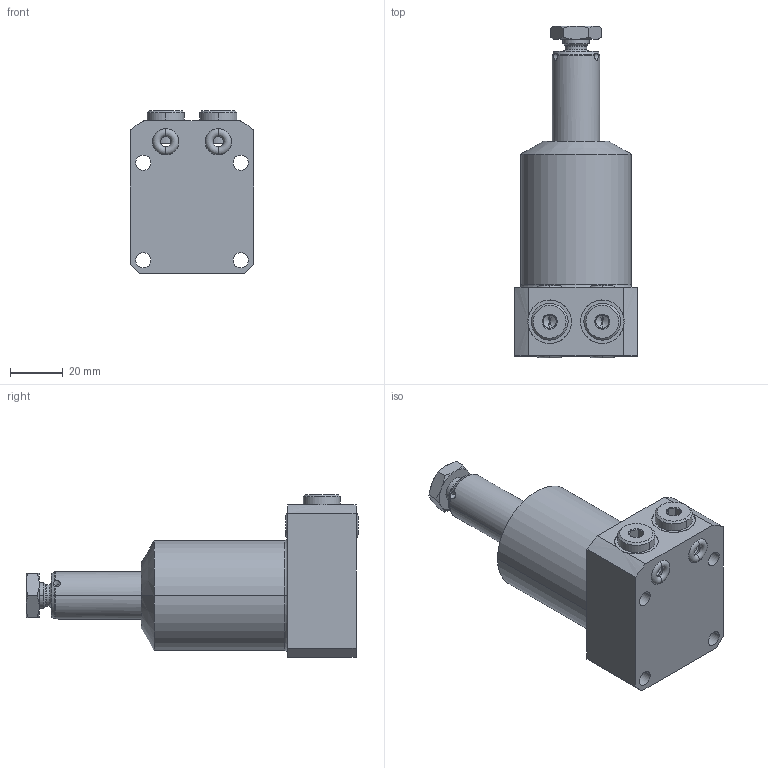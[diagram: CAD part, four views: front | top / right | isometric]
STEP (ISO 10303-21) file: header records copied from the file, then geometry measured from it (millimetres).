
FILE_DESCRIPTION((''),'2;1');
FILE_NAME('ILCML1413200S','2016-10-10T',('maj'),(''),'PRO/ENGINEER BY PARAMETRIC TECHNOLOGY CORPORATION, 2013320','PRO/ENGINEER BY PARAMETRIC TECHNOLOGY CORPORATION, 2013320','');
FILE_SCHEMA(('AUTOMOTIVE_DESIGN { 1 0 10303 214 1 1 1 1 }'));
Length unit declared in the file: millimetre
Products named in the file (1): ILCML1413200S
Bounding box: 47 x 126 x 61.81 mm (x, y, z)
Volume: 149980.9 mm3; surface area: 25838.2 mm2
Topology: 5 solids, 11 shells, 204 faces, 482 edges, 295 vertices
Faces by surface type: cylinder 64, plane 63, cone 50, torus 27
Entity records: 7687 total; most frequent: CARTESIAN_POINT 1401, DIRECTION 1058, ORIENTED_EDGE 920, PRESENTATION_STYLE_ASSIGNMENT 483, STYLED_ITEM 483, CURVE_STYLE 472, EDGE_CURVE 472, AXIS2_PLACEMENT_3D 447
